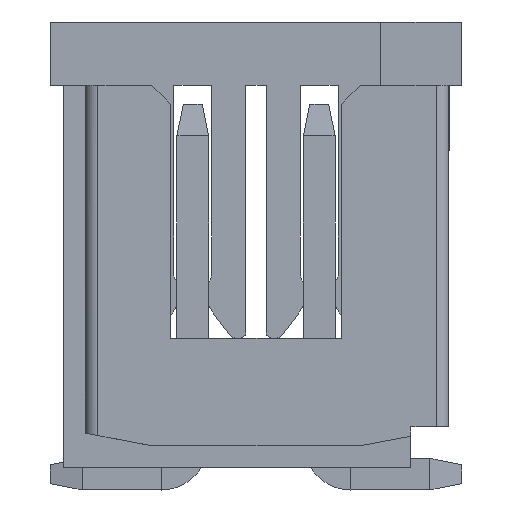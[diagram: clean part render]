
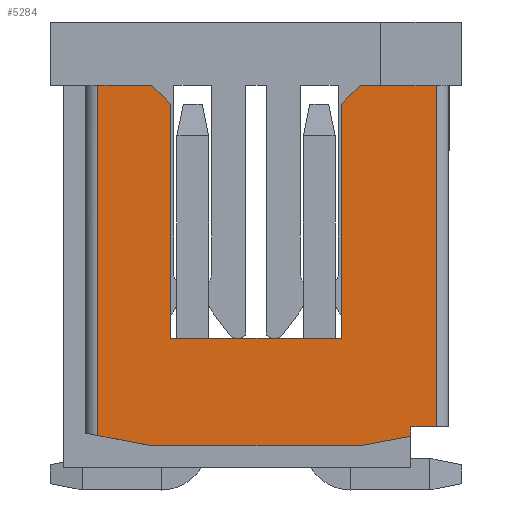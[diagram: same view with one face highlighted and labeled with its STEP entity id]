
A CAD part, left-side view. The second image highlights one B-rep face of the part: STEP entity #5284.
In plain terms, the highlighted planar face has unit normal (-1, 0, 0).
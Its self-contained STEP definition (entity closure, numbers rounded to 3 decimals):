
#4042=CARTESIAN_POINT('',(-11.05,1.35,0.));
#4043=VERTEX_POINT('',#4042);
#4050=CARTESIAN_POINT('',(-11.05,-1.35,0.));
#4051=VERTEX_POINT('',#4050);
#4052=CARTESIAN_POINT('',(-11.05,1.35,0.));
#4053=DIRECTION('',(0.,-1.,0.));
#4054=VECTOR('',#4053,2.7);
#4055=LINE('',#4052,#4054);
#4056=EDGE_CURVE('',#4043,#4051,#4055,.T.);
#4986=CARTESIAN_POINT('',(-11.05,2.5,4.));
#4987=VERTEX_POINT('',#4986);
#4995=CARTESIAN_POINT('',(-11.05,1.65,4.));
#4996=VERTEX_POINT('',#4995);
#4997=CARTESIAN_POINT('',(-11.05,2.5,4.));
#4998=DIRECTION('',(0.,-1.,0.));
#4999=VECTOR('',#4998,0.85);
#5000=LINE('',#4997,#4999);
#5001=EDGE_CURVE('',#4987,#4996,#5000,.T.);
#5173=CARTESIAN_POINT('',(-11.05,1.35,3.7));
#5174=VERTEX_POINT('',#5173);
#5181=CARTESIAN_POINT('',(-11.05,1.35,3.7));
#5182=DIRECTION('',(0.,0.,-1.));
#5183=VECTOR('',#5182,3.7);
#5184=LINE('',#5181,#5183);
#5185=EDGE_CURVE('',#5174,#4043,#5184,.T.);
#5190=CARTESIAN_POINT('',(-11.05,0.,0.975));
#5191=DIRECTION('',(0.,-1.,0.));
#5192=DIRECTION('',(-1.,0.,0.));
#5193=AXIS2_PLACEMENT_3D('',#5190,#5192,#5191);
#5194=PLANE('',#5193);
#5195=ORIENTED_EDGE('',*,*,#5001,.F.);
#5196=CARTESIAN_POINT('',(-11.05,2.5,-1.538));
#5197=VERTEX_POINT('',#5196);
#5198=CARTESIAN_POINT('',(-11.05,2.5,4.));
#5199=DIRECTION('',(0.,0.,-1.));
#5200=VECTOR('',#5199,5.538);
#5201=LINE('',#5198,#5200);
#5202=EDGE_CURVE('',#4987,#5197,#5201,.T.);
#5203=ORIENTED_EDGE('',*,*,#5202,.T.);
#5204=CARTESIAN_POINT('',(-11.05,1.65,-1.7));
#5205=VERTEX_POINT('',#5204);
#5206=CARTESIAN_POINT('',(-11.05,2.5,-1.538));
#5207=DIRECTION('',(0.,-0.982,-0.187));
#5208=VECTOR('',#5207,0.865);
#5209=LINE('',#5206,#5208);
#5210=EDGE_CURVE('',#5197,#5205,#5209,.T.);
#5211=ORIENTED_EDGE('',*,*,#5210,.T.);
#5212=CARTESIAN_POINT('',(-11.05,-1.65,-1.7));
#5213=VERTEX_POINT('',#5212);
#5214=CARTESIAN_POINT('',(-11.05,1.65,-1.7));
#5215=DIRECTION('',(0.,-1.,0.));
#5216=VECTOR('',#5215,3.3);
#5217=LINE('',#5214,#5216);
#5218=EDGE_CURVE('',#5205,#5213,#5217,.T.);
#5219=ORIENTED_EDGE('',*,*,#5218,.T.);
#5220=CARTESIAN_POINT('',(-11.05,-2.45,-1.55));
#5221=VERTEX_POINT('',#5220);
#5222=CARTESIAN_POINT('',(-11.05,-1.65,-1.7));
#5223=DIRECTION('',(0.,-0.983,0.184));
#5224=VECTOR('',#5223,0.814);
#5225=LINE('',#5222,#5224);
#5226=EDGE_CURVE('',#5213,#5221,#5225,.T.);
#5227=ORIENTED_EDGE('',*,*,#5226,.T.);
#5228=CARTESIAN_POINT('',(-11.05,-2.45,-1.4));
#5229=VERTEX_POINT('',#5228);
#5230=CARTESIAN_POINT('',(-11.05,-2.45,-1.55));
#5231=DIRECTION('',(0.,0.,1.));
#5232=VECTOR('',#5231,0.15);
#5233=LINE('',#5230,#5232);
#5234=EDGE_CURVE('',#5221,#5229,#5233,.T.);
#5235=ORIENTED_EDGE('',*,*,#5234,.T.);
#5236=CARTESIAN_POINT('',(-11.05,-2.85,-1.4));
#5237=VERTEX_POINT('',#5236);
#5238=CARTESIAN_POINT('',(-11.05,-2.45,-1.4));
#5239=DIRECTION('',(0.,-1.,0.));
#5240=VECTOR('',#5239,0.4);
#5241=LINE('',#5238,#5240);
#5242=EDGE_CURVE('',#5229,#5237,#5241,.T.);
#5243=ORIENTED_EDGE('',*,*,#5242,.T.);
#5244=CARTESIAN_POINT('',(-11.05,-2.85,4.));
#5245=VERTEX_POINT('',#5244);
#5246=CARTESIAN_POINT('',(-11.05,-2.85,-1.4));
#5247=DIRECTION('',(0.,0.,1.));
#5248=VECTOR('',#5247,5.4);
#5249=LINE('',#5246,#5248);
#5250=EDGE_CURVE('',#5237,#5245,#5249,.T.);
#5251=ORIENTED_EDGE('',*,*,#5250,.T.);
#5252=CARTESIAN_POINT('',(-11.05,-1.65,4.));
#5253=VERTEX_POINT('',#5252);
#5254=CARTESIAN_POINT('',(-11.05,-2.85,4.));
#5255=DIRECTION('',(0.,1.,0.));
#5256=VECTOR('',#5255,1.2);
#5257=LINE('',#5254,#5256);
#5258=EDGE_CURVE('',#5245,#5253,#5257,.T.);
#5259=ORIENTED_EDGE('',*,*,#5258,.T.);
#5260=CARTESIAN_POINT('',(-11.05,-1.35,3.7));
#5261=VERTEX_POINT('',#5260);
#5262=CARTESIAN_POINT('',(-11.05,-1.65,4.));
#5263=DIRECTION('',(0.,0.707,-0.707));
#5264=VECTOR('',#5263,0.424);
#5265=LINE('',#5262,#5264);
#5266=EDGE_CURVE('',#5253,#5261,#5265,.T.);
#5267=ORIENTED_EDGE('',*,*,#5266,.T.);
#5268=CARTESIAN_POINT('',(-11.05,-1.35,3.7));
#5269=DIRECTION('',(0.,0.,-1.));
#5270=VECTOR('',#5269,3.7);
#5271=LINE('',#5268,#5270);
#5272=EDGE_CURVE('',#5261,#4051,#5271,.T.);
#5273=ORIENTED_EDGE('',*,*,#5272,.T.);
#5274=ORIENTED_EDGE('',*,*,#4056,.F.);
#5275=ORIENTED_EDGE('',*,*,#5185,.F.);
#5276=CARTESIAN_POINT('',(-11.05,1.35,3.7));
#5277=DIRECTION('',(0.,0.707,0.707));
#5278=VECTOR('',#5277,0.424);
#5279=LINE('',#5276,#5278);
#5280=EDGE_CURVE('',#5174,#4996,#5279,.T.);
#5281=ORIENTED_EDGE('',*,*,#5280,.T.);
#5282=EDGE_LOOP('',(#5195,#5203,#5211,#5219,#5227,#5235,#5243,#5251,#5259,#5267,#5273,#5274,#5275,#5281));
#5283=FACE_OUTER_BOUND('',#5282,.T.);
#5284=ADVANCED_FACE('',(#5283),#5194,.T.);
